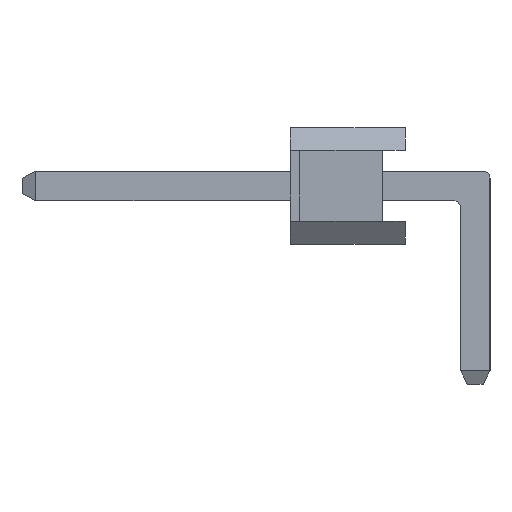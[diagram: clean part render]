
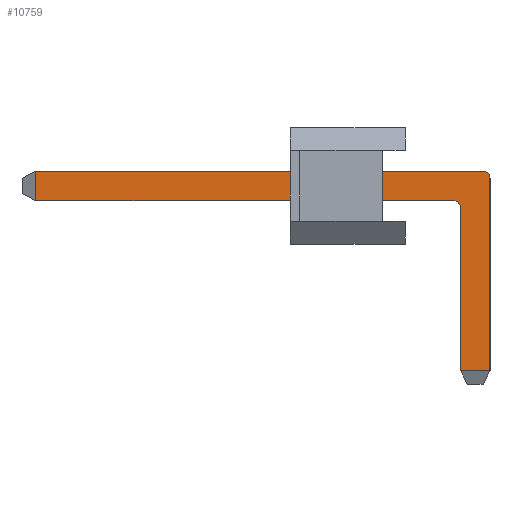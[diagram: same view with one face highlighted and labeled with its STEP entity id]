
A CAD part, left-side view. The second image highlights one B-rep face of the part: STEP entity #10759.
In plain terms, the highlighted planar face has unit normal (-1, 0, 0).
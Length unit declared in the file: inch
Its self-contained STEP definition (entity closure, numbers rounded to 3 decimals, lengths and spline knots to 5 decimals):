
#58 = LINE ( 'NONE', #10181, #310 ) ;
#310 = VECTOR ( 'NONE', #7677, 39.37008 ) ;
#475 = VERTEX_POINT ( 'NONE', #2069 ) ;
#524 = ORIENTED_EDGE ( 'NONE', *, *, #7519, .T. ) ;
#669 = CIRCLE ( 'NONE', #4695, 0.00591 ) ;
#686 = ORIENTED_EDGE ( 'NONE', *, *, #10713, .T. ) ;
#903 = AXIS2_PLACEMENT_3D ( 'NONE', #1008, #6800, #1850 ) ;
#942 = ORIENTED_EDGE ( 'NONE', *, *, #9552, .T. ) ;
#1008 = CARTESIAN_POINT ( 'NONE',  ( 0., 0.0311, 0.13976 ) ) ;
#1012 = DIRECTION ( 'NONE',  ( 0., -1., 0. ) ) ;
#1105 = EDGE_LOOP ( 'NONE', ( #686, #3241, #3167, #5087, #942, #8528, #4857, #524 ) ) ;
#1345 = EDGE_CURVE ( 'NONE', #5327, #9753, #6577, .T. ) ;
#1436 = CIRCLE ( 'NONE', #903, 0.00591 ) ;
#1539 = CARTESIAN_POINT ( 'NONE',  ( 0., 0., 0.16496 ) ) ;
#1779 = VECTOR ( 'NONE', #10014, 39.37008 ) ;
#1850 = DIRECTION ( 'NONE',  ( 0., 0., -1. ) ) ;
#1948 = EDGE_CURVE ( 'NONE', #8986, #4516, #8394, .T. ) ;
#2069 = CARTESIAN_POINT ( 'NONE',  ( 0., 0.00591, 0.17087 ) ) ;
#2189 = VECTOR ( 'NONE', #1012, 39.37008 ) ;
#2312 = DIRECTION ( 'NONE',  ( 0., 0., 1. ) ) ;
#2693 = DIRECTION ( 'NONE',  ( 0., 0., -1. ) ) ;
#2941 = CARTESIAN_POINT ( 'NONE',  ( 0., 0., 0. ) ) ;
#3167 = ORIENTED_EDGE ( 'NONE', *, *, #1948, .T. ) ;
#3241 = ORIENTED_EDGE ( 'NONE', *, *, #5578, .T. ) ;
#3261 = EDGE_CURVE ( 'NONE', #4516, #6329, #1436, .T. ) ;
#3830 = DIRECTION ( 'NONE',  ( -1., 0., 0. ) ) ;
#3992 = CARTESIAN_POINT ( 'NONE',  ( 0., 0.0311, 0.14567 ) ) ;
#4030 = AXIS2_PLACEMENT_3D ( 'NONE', #6029, #4393, #10250 ) ;
#4075 = CARTESIAN_POINT ( 'NONE',  ( 0., 0.38898, 0.14567 ) ) ;
#4393 = DIRECTION ( 'NONE',  ( -1., 0., 0. ) ) ;
#4483 = VECTOR ( 'NONE', #2693, 39.37008 ) ;
#4516 = VERTEX_POINT ( 'NONE', #3992 ) ;
#4695 = AXIS2_PLACEMENT_3D ( 'NONE', #8816, #3830, #9672 ) ;
#4857 = ORIENTED_EDGE ( 'NONE', *, *, #7606, .T. ) ;
#5087 = ORIENTED_EDGE ( 'NONE', *, *, #3261, .T. ) ;
#5327 = VERTEX_POINT ( 'NONE', #10678 ) ;
#5386 = CARTESIAN_POINT ( 'NONE',  ( 0., 0.0252, 0.13976 ) ) ;
#5578 = EDGE_CURVE ( 'NONE', #6087, #8986, #7469, .T. ) ;
#5583 = VERTEX_POINT ( 'NONE', #1539 ) ;
#5591 = CARTESIAN_POINT ( 'NONE',  ( 0., 0., -0.06614 ) ) ;
#5966 = CARTESIAN_POINT ( 'NONE',  ( 0., -0.00551, 0. ) ) ;
#5972 = VECTOR ( 'NONE', #2312, 39.37008 ) ;
#6029 = CARTESIAN_POINT ( 'NONE',  ( 0., -0.00551, -0.06614 ) ) ;
#6087 = VERTEX_POINT ( 'NONE', #9249 ) ;
#6329 = VERTEX_POINT ( 'NONE', #5386 ) ;
#6577 = LINE ( 'NONE', #5966, #2189 ) ;
#6800 = DIRECTION ( 'NONE',  ( 1., 0., 0. ) ) ;
#7469 = LINE ( 'NONE', #10649, #9439 ) ;
#7519 = EDGE_CURVE ( 'NONE', #5583, #475, #669, .T. ) ;
#7606 = EDGE_CURVE ( 'NONE', #9753, #5583, #8196, .T. ) ;
#7677 = DIRECTION ( 'NONE',  ( 0., 1., 0. ) ) ;
#8105 = FACE_OUTER_BOUND ( 'NONE', #1105, .T. ) ;
#8196 = LINE ( 'NONE', #5591, #5972 ) ;
#8394 = LINE ( 'NONE', #9162, #1779 ) ;
#8500 = CARTESIAN_POINT ( 'NONE',  ( 0., 0.0252, -0.06614 ) ) ;
#8528 = ORIENTED_EDGE ( 'NONE', *, *, #1345, .T. ) ;
#8652 = LINE ( 'NONE', #8500, #4483 ) ;
#8816 = CARTESIAN_POINT ( 'NONE',  ( 0., 0.00591, 0.16496 ) ) ;
#8986 = VERTEX_POINT ( 'NONE', #4075 ) ;
#9162 = CARTESIAN_POINT ( 'NONE',  ( 0., -0.00551, 0.14567 ) ) ;
#9249 = CARTESIAN_POINT ( 'NONE',  ( 0., 0.38898, 0.17087 ) ) ;
#9403 = PLANE ( 'NONE',  #4030 ) ;
#9439 = VECTOR ( 'NONE', #9846, 39.37008 ) ;
#9552 = EDGE_CURVE ( 'NONE', #6329, #5327, #8652, .T. ) ;
#9672 = DIRECTION ( 'NONE',  ( 0., 1., 0. ) ) ;
#9753 = VERTEX_POINT ( 'NONE', #2941 ) ;
#9846 = DIRECTION ( 'NONE',  ( 0., 0., -1. ) ) ;
#10014 = DIRECTION ( 'NONE',  ( 0., -1., 0. ) ) ;
#10181 = CARTESIAN_POINT ( 'NONE',  ( 0., -0.00551, 0.17087 ) ) ;
#10250 = DIRECTION ( 'NONE',  ( 0., -1., 0. ) ) ;
#10649 = CARTESIAN_POINT ( 'NONE',  ( 0., 0.38898, -0.06614 ) ) ;
#10678 = CARTESIAN_POINT ( 'NONE',  ( 0., 0.0252, 0. ) ) ;
#10713 = EDGE_CURVE ( 'NONE', #475, #6087, #58, .T. ) ;
#10759 = ADVANCED_FACE ( 'NONE', ( #8105 ), #9403, .T. ) ;
